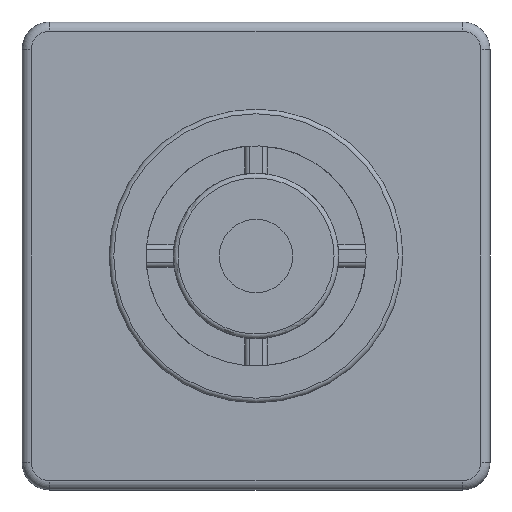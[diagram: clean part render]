
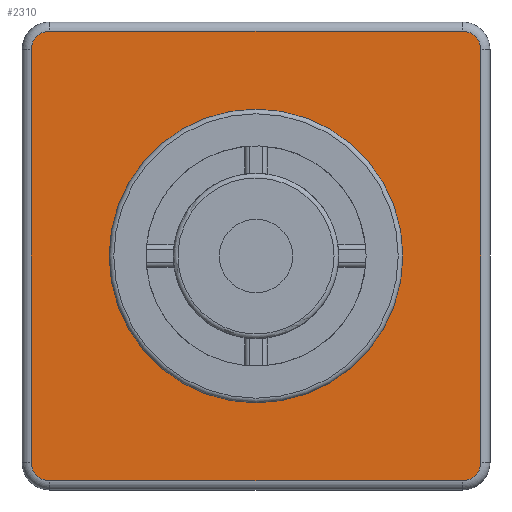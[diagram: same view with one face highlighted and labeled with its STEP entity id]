
A CAD part, front view. The second image highlights one B-rep face of the part: STEP entity #2310.
In plain terms, the highlighted planar face has unit normal (0, -1, 0).
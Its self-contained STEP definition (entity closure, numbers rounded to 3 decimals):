
#54=FACE_BOUND('',#512,.T.);
#150=CIRCLE('',#2518,2.);
#156=CIRCLE('',#2526,2.);
#160=CIRCLE('',#2532,2.);
#164=CIRCLE('',#2538,2.);
#165=CIRCLE('',#2545,6.5);
#233=PLANE('',#2544);
#358=FACE_OUTER_BOUND('',#511,.T.);
#511=EDGE_LOOP('',(#1969,#1970,#1971,#1972,#1973,#1974,#1975,#1976));
#512=EDGE_LOOP('',(#1977));
#674=LINE('',#5188,#846);
#676=LINE('',#5200,#848);
#678=LINE('',#5212,#850);
#679=LINE('',#5220,#851);
#846=VECTOR('',#3067,45.);
#848=VECTOR('',#3081,45.);
#850=VECTOR('',#3095,45.);
#851=VECTOR('',#3106,45.);
#1115=VERTEX_POINT('',#5176);
#1116=VERTEX_POINT('',#5178);
#1118=VERTEX_POINT('',#5184);
#1120=VERTEX_POINT('',#5190);
#1122=VERTEX_POINT('',#5196);
#1124=VERTEX_POINT('',#5202);
#1126=VERTEX_POINT('',#5208);
#1128=VERTEX_POINT('',#5214);
#1130=VERTEX_POINT('',#5232);
#1408=EDGE_CURVE('',#1115,#1116,#150,.T.);
#1413=EDGE_CURVE('',#1116,#1118,#674,.T.);
#1416=EDGE_CURVE('',#1118,#1120,#156,.T.);
#1419=EDGE_CURVE('',#1120,#1122,#676,.T.);
#1422=EDGE_CURVE('',#1122,#1124,#160,.T.);
#1425=EDGE_CURVE('',#1124,#1126,#678,.T.);
#1428=EDGE_CURVE('',#1126,#1128,#164,.T.);
#1429=EDGE_CURVE('',#1128,#1115,#679,.T.);
#1436=EDGE_CURVE('',#1130,#1130,#165,.T.);
#1969=ORIENTED_EDGE('',*,*,#1408,.F.);
#1970=ORIENTED_EDGE('',*,*,#1429,.F.);
#1971=ORIENTED_EDGE('',*,*,#1428,.F.);
#1972=ORIENTED_EDGE('',*,*,#1425,.F.);
#1973=ORIENTED_EDGE('',*,*,#1422,.F.);
#1974=ORIENTED_EDGE('',*,*,#1419,.F.);
#1975=ORIENTED_EDGE('',*,*,#1416,.F.);
#1976=ORIENTED_EDGE('',*,*,#1413,.F.);
#1977=ORIENTED_EDGE('',*,*,#1436,.T.);
#2310=ADVANCED_FACE('',(#358,#54),#233,.F.);
#2518=AXIS2_PLACEMENT_3D('',#5179,#3056,#3057);
#2526=AXIS2_PLACEMENT_3D('',#5194,#3074,#3075);
#2532=AXIS2_PLACEMENT_3D('',#5206,#3088,#3089);
#2538=AXIS2_PLACEMENT_3D('',#5218,#3102,#3103);
#2544=AXIS2_PLACEMENT_3D('',#5231,#3121,#3122);
#2545=AXIS2_PLACEMENT_3D('',#5233,#3123,#3124);
#3056=DIRECTION('center_axis',(0.,1.,0.));
#3057=DIRECTION('ref_axis',(0.707,0.,-0.707));
#3067=DIRECTION('',(-1.,0.,0.));
#3074=DIRECTION('center_axis',(0.,1.,0.));
#3075=DIRECTION('ref_axis',(-0.707,0.,-0.707));
#3081=DIRECTION('',(0.,0.,1.));
#3088=DIRECTION('center_axis',(0.,1.,0.));
#3089=DIRECTION('ref_axis',(-0.707,0.,0.707));
#3095=DIRECTION('',(1.,0.,0.));
#3102=DIRECTION('center_axis',(0.,1.,0.));
#3103=DIRECTION('ref_axis',(0.707,0.,0.707));
#3106=DIRECTION('',(0.,0.,-1.));
#3121=DIRECTION('center_axis',(0.,1.,0.));
#3122=DIRECTION('ref_axis',(0.,0.,1.));
#3123=DIRECTION('center_axis',(0.,1.,0.));
#3124=DIRECTION('ref_axis',(-1.,0.,0.));
#5176=CARTESIAN_POINT('',(24.5,-6.,-22.5));
#5178=CARTESIAN_POINT('',(22.5,-6.,-24.5));
#5179=CARTESIAN_POINT('Origin',(22.5,-6.,-22.5));
#5184=CARTESIAN_POINT('',(-22.5,-6.,-24.5));
#5188=CARTESIAN_POINT('',(-12.75,-6.,-24.5));
#5190=CARTESIAN_POINT('',(-24.5,-6.,-22.5));
#5194=CARTESIAN_POINT('Origin',(-22.5,-6.,-22.5));
#5196=CARTESIAN_POINT('',(-24.5,-6.,22.5));
#5200=CARTESIAN_POINT('',(-24.5,-6.,12.75));
#5202=CARTESIAN_POINT('',(-22.5,-6.,24.5));
#5206=CARTESIAN_POINT('Origin',(-22.5,-6.,22.5));
#5208=CARTESIAN_POINT('',(22.5,-6.,24.5));
#5212=CARTESIAN_POINT('',(12.75,-6.,24.5));
#5214=CARTESIAN_POINT('',(24.5,-6.,22.5));
#5218=CARTESIAN_POINT('Origin',(22.5,-6.,22.5));
#5220=CARTESIAN_POINT('',(24.5,-6.,-12.75));
#5231=CARTESIAN_POINT('Origin',(0.,-6.,0.));
#5232=CARTESIAN_POINT('',(6.5,-6.,0.));
#5233=CARTESIAN_POINT('Origin',(0.,-6.,0.));
